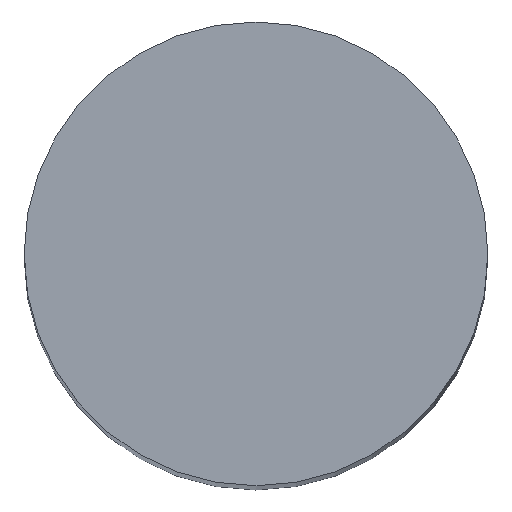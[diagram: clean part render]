
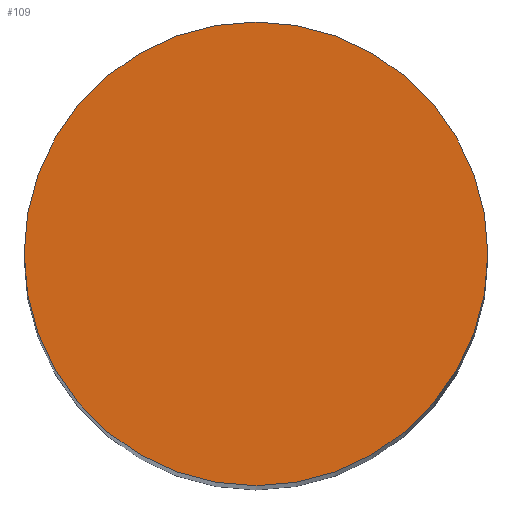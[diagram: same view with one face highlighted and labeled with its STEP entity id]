
A CAD part, top view. The second image highlights one B-rep face of the part: STEP entity #109.
In plain terms, the highlighted planar face has unit normal (0, 0, 1).
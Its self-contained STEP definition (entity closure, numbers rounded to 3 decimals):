
#9 = AXIS2_PLACEMENT_3D ( 'NONE', #92, #31, #169 ) ;
#11 = DIRECTION ( 'NONE',  ( 1., 0., 0. ) ) ;
#13 = FACE_OUTER_BOUND ( 'NONE', #88, .T. ) ;
#15 = PLANE ( 'NONE',  #9 ) ;
#26 = DIRECTION ( 'NONE',  ( 1., 0., 0. ) ) ;
#31 = DIRECTION ( 'NONE',  ( 0., 0., 1. ) ) ;
#34 = CIRCLE ( 'NONE', #172, 2. ) ;
#53 = CIRCLE ( 'NONE', #159, 2. ) ;
#54 = EDGE_CURVE ( 'NONE', #150, #84, #53, .T. ) ;
#57 = ORIENTED_EDGE ( 'NONE', *, *, #143, .T. ) ;
#82 = CARTESIAN_POINT ( 'NONE',  ( 2., 0., 21. ) ) ;
#84 = VERTEX_POINT ( 'NONE', #165 ) ;
#88 = EDGE_LOOP ( 'NONE', ( #57, #137 ) ) ;
#92 = CARTESIAN_POINT ( 'NONE',  ( 0., 0., 21. ) ) ;
#95 = DIRECTION ( 'NONE',  ( 0., 0., 1. ) ) ;
#107 = CARTESIAN_POINT ( 'NONE',  ( 0., 0., 21. ) ) ;
#109 = ADVANCED_FACE ( 'NONE', ( #13 ), #15, .T. ) ;
#110 = DIRECTION ( 'NONE',  ( 0., 0., 1. ) ) ;
#137 = ORIENTED_EDGE ( 'NONE', *, *, #54, .T. ) ;
#143 = EDGE_CURVE ( 'NONE', #84, #150, #34, .T. ) ;
#147 = CARTESIAN_POINT ( 'NONE',  ( 0., 0., 21. ) ) ;
#150 = VERTEX_POINT ( 'NONE', #82 ) ;
#159 = AXIS2_PLACEMENT_3D ( 'NONE', #107, #110, #11 ) ;
#165 = CARTESIAN_POINT ( 'NONE',  ( -2., 0., 21. ) ) ;
#169 = DIRECTION ( 'NONE',  ( 1., 0., 0. ) ) ;
#172 = AXIS2_PLACEMENT_3D ( 'NONE', #147, #95, #26 ) ;
